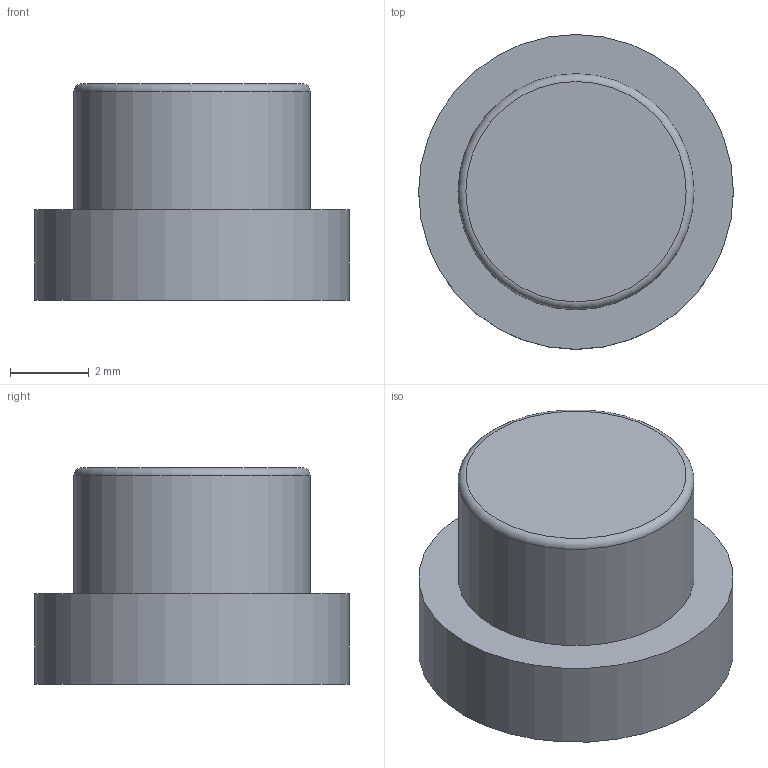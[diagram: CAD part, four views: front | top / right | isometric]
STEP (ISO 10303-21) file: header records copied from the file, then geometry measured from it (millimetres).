
FILE_DESCRIPTION(/* description */ (''),/* implementation_level */ '2;1');
FILE_NAME(/* name */ 'button v1.step',/* time_stamp */ '2024-07-07T13:11:13-04:00',/* author */ (''),/* organization */ (''),/* preprocessor_version */ 'ST-DEVELOPER v20',/* originating_system */ 'Autodesk Translation Framework v13.14.0.145',/* authorisation */ '');
FILE_SCHEMA (('AUTOMOTIVE_DESIGN { 1 0 10303 214 3 1 1 }'));
Length unit declared in the file: millimetre
Products named in the file (2): button; SC64_SHELL_BUTTON-20240702
Assembly tree (1 placements, depth 2):
  button
    SC64_SHELL_BUTTON-20240702
Bounding box: 8 x 8 x 5.5 mm (x, y, z)
Volume: 149.5 mm3; surface area: 321.4 mm2
Topology: 1 solids, 1 shells, 39 faces, 104 edges, 69 vertices
Faces by surface type: plane 28, cylinder 10, torus 1
Full cylindrical faces by diameter (mm): 6 x1, 8 x1
Entity records: 1272 total; most frequent: CARTESIAN_POINT 215, DIRECTION 210, ORIENTED_EDGE 208, EDGE_CURVE 104, LINE 82, VECTOR 82, VERTEX_POINT 69, AXIS2_PLACEMENT_3D 64
